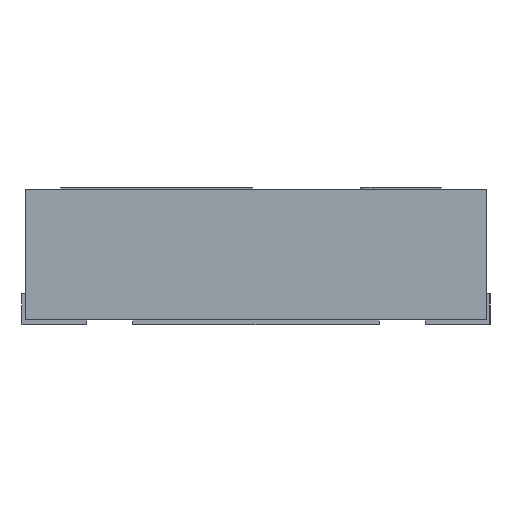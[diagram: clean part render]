
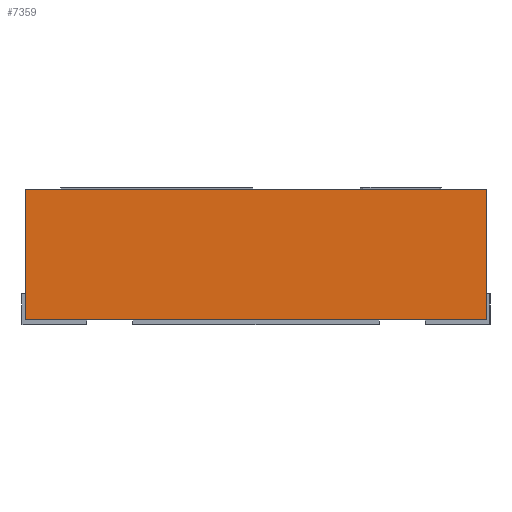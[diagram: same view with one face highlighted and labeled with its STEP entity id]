
A CAD part, left-side view. The second image highlights one B-rep face of the part: STEP entity #7359.
In plain terms, the highlighted planar face has unit normal (-1, 0, 0).
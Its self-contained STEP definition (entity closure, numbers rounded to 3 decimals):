
#343 = VERTEX_POINT ( 'NONE', #733 ) ;
#523 = ORIENTED_EDGE ( 'NONE', *, *, #8266, .T. ) ;
#581 = VECTOR ( 'NONE', #6513, 1000. ) ;
#733 = CARTESIAN_POINT ( 'NONE',  ( -2.25, 1.5, 0. ) ) ;
#1307 = EDGE_CURVE ( 'NONE', #3678, #7443, #2014, .T. ) ;
#1366 = EDGE_LOOP ( 'NONE', ( #523, #7736, #5341, #2049 ) ) ;
#1645 = DIRECTION ( 'NONE',  ( 0., 1., 0. ) ) ;
#1885 = DIRECTION ( 'NONE',  ( 0., 0., -1. ) ) ;
#2014 = LINE ( 'NONE', #8176, #3466 ) ;
#2049 = ORIENTED_EDGE ( 'NONE', *, *, #3740, .T. ) ;
#2410 = LINE ( 'NONE', #5134, #581 ) ;
#2925 = CARTESIAN_POINT ( 'NONE',  ( -2.25, 1.5, 0.85 ) ) ;
#3369 = EDGE_CURVE ( 'NONE', #7075, #3678, #2410, .T. ) ;
#3444 = LINE ( 'NONE', #6226, #8882 ) ;
#3466 = VECTOR ( 'NONE', #1885, 1000. ) ;
#3512 = VECTOR ( 'NONE', #4612, 1000. ) ;
#3661 = CARTESIAN_POINT ( 'NONE',  ( -2.25, 1.5, 0.85 ) ) ;
#3678 = VERTEX_POINT ( 'NONE', #9003 ) ;
#3740 = EDGE_CURVE ( 'NONE', #7075, #343, #3444, .T. ) ;
#4612 = DIRECTION ( 'NONE',  ( 0., -1., 0. ) ) ;
#4852 = AXIS2_PLACEMENT_3D ( 'NONE', #2925, #7799, #1645 ) ;
#5013 = PLANE ( 'NONE',  #4852 ) ;
#5134 = CARTESIAN_POINT ( 'NONE',  ( -2.25, 1.5, 0.85 ) ) ;
#5243 = LINE ( 'NONE', #6755, #3512 ) ;
#5341 = ORIENTED_EDGE ( 'NONE', *, *, #3369, .F. ) ;
#6226 = CARTESIAN_POINT ( 'NONE',  ( -2.25, 1.5, 0.85 ) ) ;
#6434 = CARTESIAN_POINT ( 'NONE',  ( -2.25, -1.5, 0. ) ) ;
#6513 = DIRECTION ( 'NONE',  ( 0., -1., 0. ) ) ;
#6755 = CARTESIAN_POINT ( 'NONE',  ( -2.25, 1.5, 0. ) ) ;
#7075 = VERTEX_POINT ( 'NONE', #3661 ) ;
#7359 = ADVANCED_FACE ( 'NONE', ( #8437 ), #5013, .F. ) ;
#7443 = VERTEX_POINT ( 'NONE', #6434 ) ;
#7736 = ORIENTED_EDGE ( 'NONE', *, *, #1307, .F. ) ;
#7799 = DIRECTION ( 'NONE',  ( 1., 0., 0. ) ) ;
#8176 = CARTESIAN_POINT ( 'NONE',  ( -2.25, -1.5, 0.85 ) ) ;
#8266 = EDGE_CURVE ( 'NONE', #343, #7443, #5243, .T. ) ;
#8325 = DIRECTION ( 'NONE',  ( 0., 0., -1. ) ) ;
#8437 = FACE_OUTER_BOUND ( 'NONE', #1366, .T. ) ;
#8882 = VECTOR ( 'NONE', #8325, 1000. ) ;
#9003 = CARTESIAN_POINT ( 'NONE',  ( -2.25, -1.5, 0.85 ) ) ;
